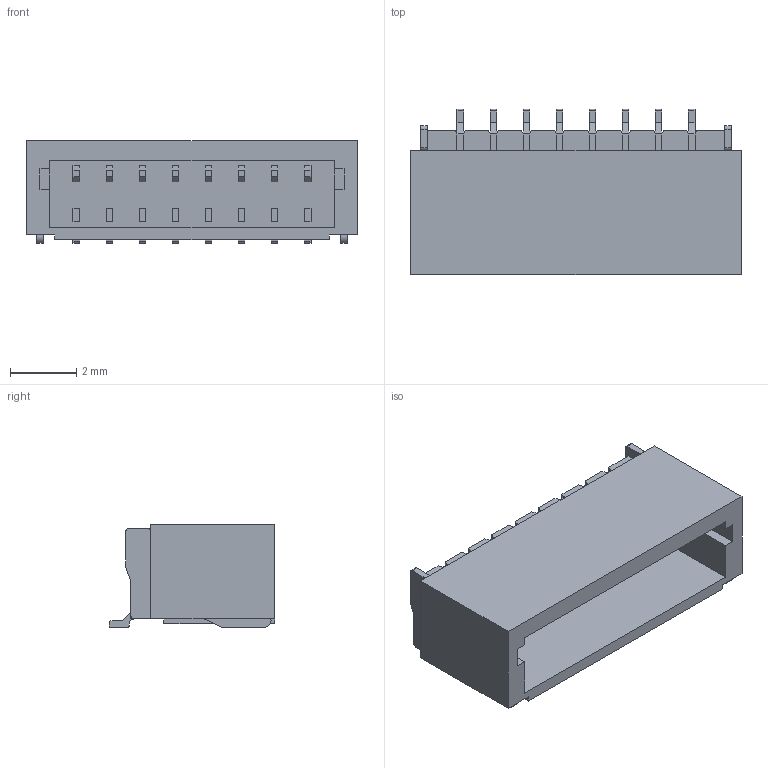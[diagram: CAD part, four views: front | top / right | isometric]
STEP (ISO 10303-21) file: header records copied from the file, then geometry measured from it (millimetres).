
FILE_DESCRIPTION(/* description */ ('Unknown'),/* implementation_level */ '2;1');
FILE_NAME(/* name */ '665108131822',/* time_stamp */ '2018-03-26T14:46:21+02:00',/* author */ ('Unknown'),/* organization */ ('Unknown'),/* preprocessor_version */ 'ST-DEVELOPER v16.7',/* originating_system */ 'DEX',/* authorisation */ $);
FILE_SCHEMA (('AUTOMOTIVE_DESIGN {1 0 10303 214 3 1 1}'));
Length unit declared in the file: millimetre
Products named in the file (4): 6651xx131822; 665108131822; 6651xx131822_PIN; 6651xx131822_PATTE
Assembly tree (11 placements, depth 2):
  6651xx131822
    665108131822
    6651xx131822_PIN  x8
    6651xx131822_PATTE  x2
Bounding box: 10 x 5 x 3.1 mm (x, y, z)
Volume: 72.8 mm3; surface area: 378.2 mm2
Topology: 11 solids, 11 shells, 427 faces, 1260 edges, 840 vertices
Faces by surface type: plane 349, cylinder 78
Entity records: 7880 total; most frequent: CARTESIAN_POINT 1395, ORIENTED_EDGE 1392, DIRECTION 1246, EDGE_CURVE 696, LINE 616, VECTOR 616, VERTEX_POINT 464, AXIS2_PLACEMENT_3D 315
